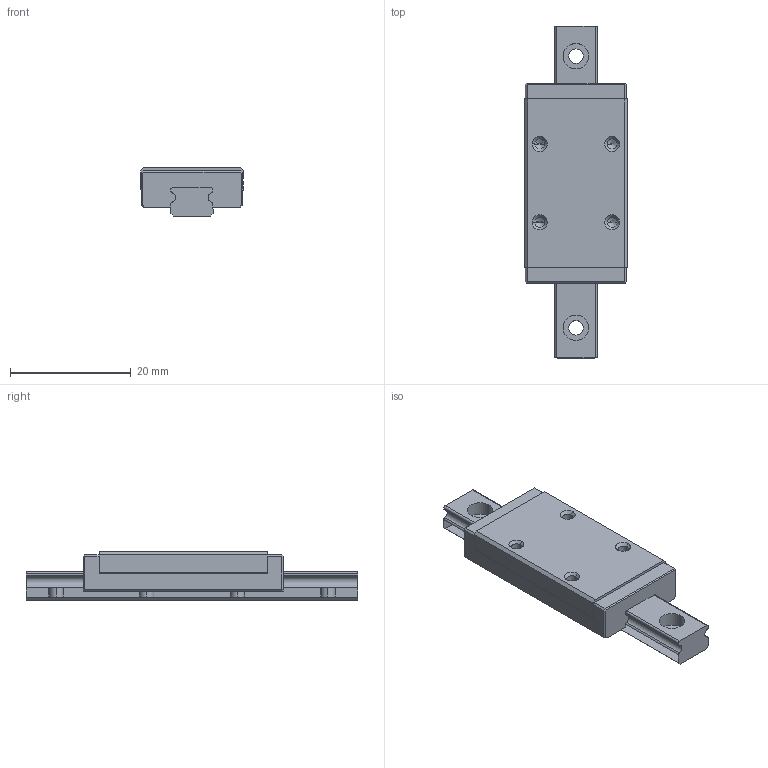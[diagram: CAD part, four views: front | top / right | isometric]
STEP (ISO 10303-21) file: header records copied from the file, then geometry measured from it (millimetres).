
FILE_DESCRIPTION((''),'1');
FILE_NAME(' ',' ',(''),(''),'ACIS Interop R16','Kubotek KeyCreator V6.5.2 (0407)',' ');
FILE_SCHEMA(('CONFIG_CONTROL_DESIGN'));
Length unit declared in the file: millimetre
Products named in the file (2): 1; 2
Bounding box: 17 x 55 x 8 mm (x, y, z)
Volume: 2865.8 mm3; surface area: 3479.9 mm2
Topology: 1 solids, 38 shells, 117 faces, 389 edges, 307 vertices
Faces by surface type: plane 58, cylinder 43, cone 16
Entity records: 4311 total; most frequent: CARTESIAN_POINT 816, DIRECTION 762, ORIENTED_EDGE 575, EDGE_CURVE 381, VERTEX_POINT 307, AXIS2_PLACEMENT_3D 265, LINE 232, VECTOR 232
